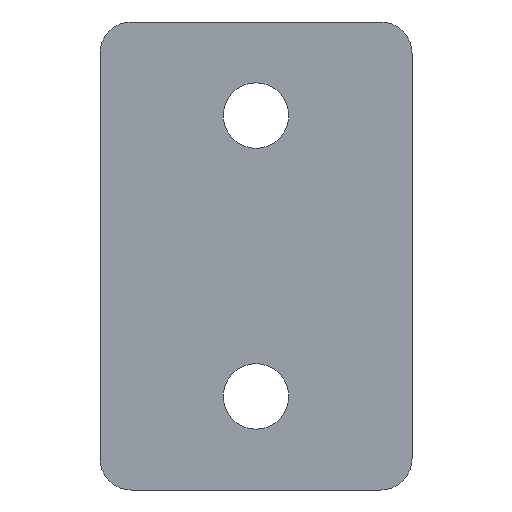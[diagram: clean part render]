
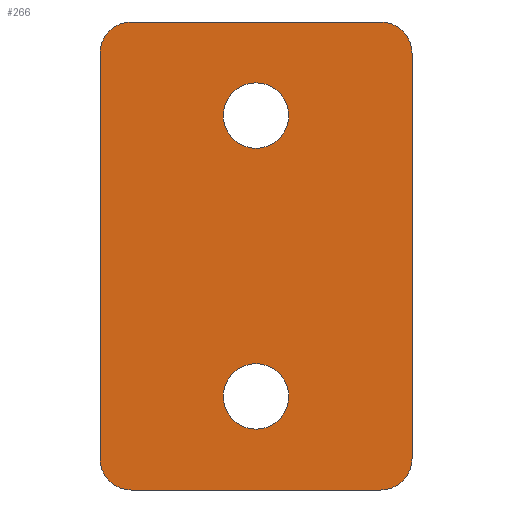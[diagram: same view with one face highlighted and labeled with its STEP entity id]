
A CAD part, front view. The second image highlights one B-rep face of the part: STEP entity #266.
In plain terms, the highlighted planar face has unit normal (0, -1, 0).
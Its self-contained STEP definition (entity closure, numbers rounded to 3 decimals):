
#15=FACE_BOUND('',#42,.T.);
#16=FACE_BOUND('',#43,.T.);
#19=PLANE('',#302);
#27=FACE_OUTER_BOUND('',#41,.T.);
#41=EDGE_LOOP('',(#186,#187,#188,#189,#190,#191,#192,#193));
#42=EDGE_LOOP('',(#194));
#43=EDGE_LOOP('',(#195));
#60=LINE('',#425,#82);
#61=LINE('',#429,#83);
#62=LINE('',#433,#84);
#63=LINE('',#436,#85);
#82=VECTOR('',#341,10.);
#83=VECTOR('',#344,10.);
#84=VECTOR('',#347,10.);
#85=VECTOR('',#350,10.);
#103=CIRCLE('',#301,2.);
#104=CIRCLE('',#303,2.);
#105=CIRCLE('',#304,2.);
#106=CIRCLE('',#305,2.);
#107=CIRCLE('',#306,2.1);
#108=CIRCLE('',#307,2.1);
#120=VERTEX_POINT('',#418);
#121=VERTEX_POINT('',#420);
#122=VERTEX_POINT('',#424);
#123=VERTEX_POINT('',#426);
#124=VERTEX_POINT('',#428);
#125=VERTEX_POINT('',#430);
#126=VERTEX_POINT('',#432);
#127=VERTEX_POINT('',#434);
#128=VERTEX_POINT('',#437);
#129=VERTEX_POINT('',#439);
#146=EDGE_CURVE('',#120,#121,#103,.T.);
#148=EDGE_CURVE('',#122,#120,#60,.T.);
#149=EDGE_CURVE('',#123,#122,#104,.T.);
#150=EDGE_CURVE('',#124,#123,#61,.T.);
#151=EDGE_CURVE('',#125,#124,#105,.T.);
#152=EDGE_CURVE('',#126,#125,#62,.T.);
#153=EDGE_CURVE('',#127,#126,#106,.T.);
#154=EDGE_CURVE('',#121,#127,#63,.T.);
#155=EDGE_CURVE('',#128,#128,#107,.T.);
#156=EDGE_CURVE('',#129,#129,#108,.T.);
#186=ORIENTED_EDGE('',*,*,#146,.F.);
#187=ORIENTED_EDGE('',*,*,#148,.F.);
#188=ORIENTED_EDGE('',*,*,#149,.F.);
#189=ORIENTED_EDGE('',*,*,#150,.F.);
#190=ORIENTED_EDGE('',*,*,#151,.F.);
#191=ORIENTED_EDGE('',*,*,#152,.F.);
#192=ORIENTED_EDGE('',*,*,#153,.F.);
#193=ORIENTED_EDGE('',*,*,#154,.F.);
#194=ORIENTED_EDGE('',*,*,#155,.T.);
#195=ORIENTED_EDGE('',*,*,#156,.T.);
#266=ADVANCED_FACE('',(#27,#15,#16),#19,.F.);
#301=AXIS2_PLACEMENT_3D('',#421,#336,#337);
#302=AXIS2_PLACEMENT_3D('',#423,#339,#340);
#303=AXIS2_PLACEMENT_3D('',#427,#342,#343);
#304=AXIS2_PLACEMENT_3D('',#431,#345,#346);
#305=AXIS2_PLACEMENT_3D('',#435,#348,#349);
#306=AXIS2_PLACEMENT_3D('',#438,#351,#352);
#307=AXIS2_PLACEMENT_3D('',#440,#353,#354);
#336=DIRECTION('center_axis',(0.,1.,0.));
#337=DIRECTION('ref_axis',(-0.707,0.,0.707));
#339=DIRECTION('center_axis',(0.,1.,0.));
#340=DIRECTION('ref_axis',(0.,0.,1.));
#341=DIRECTION('',(0.,0.,1.));
#342=DIRECTION('center_axis',(0.,1.,0.));
#343=DIRECTION('ref_axis',(-0.707,0.,-0.707));
#344=DIRECTION('',(-1.,0.,0.));
#345=DIRECTION('center_axis',(0.,1.,0.));
#346=DIRECTION('ref_axis',(0.707,0.,-0.707));
#347=DIRECTION('',(0.,0.,-1.));
#348=DIRECTION('center_axis',(0.,1.,0.));
#349=DIRECTION('ref_axis',(0.707,0.,0.707));
#350=DIRECTION('',(1.,0.,0.));
#351=DIRECTION('center_axis',(0.,1.,0.));
#352=DIRECTION('ref_axis',(1.,0.,0.));
#353=DIRECTION('center_axis',(0.,1.,0.));
#354=DIRECTION('ref_axis',(1.,0.,0.));
#418=CARTESIAN_POINT('',(-10.,0.,13.));
#420=CARTESIAN_POINT('',(-8.,0.,15.));
#421=CARTESIAN_POINT('Origin',(-8.,0.,13.));
#423=CARTESIAN_POINT('Origin',(0.,0.,0.));
#424=CARTESIAN_POINT('',(-10.,0.,-13.));
#425=CARTESIAN_POINT('',(-10.,0.,-15.));
#426=CARTESIAN_POINT('',(-8.,0.,-15.));
#427=CARTESIAN_POINT('Origin',(-8.,0.,-13.));
#428=CARTESIAN_POINT('',(8.,0.,-15.));
#429=CARTESIAN_POINT('',(10.,0.,-15.));
#430=CARTESIAN_POINT('',(10.,0.,-13.));
#431=CARTESIAN_POINT('Origin',(8.,0.,-13.));
#432=CARTESIAN_POINT('',(10.,0.,13.));
#433=CARTESIAN_POINT('',(10.,0.,15.));
#434=CARTESIAN_POINT('',(8.,0.,15.));
#435=CARTESIAN_POINT('Origin',(8.,0.,13.));
#436=CARTESIAN_POINT('',(-10.,0.,15.));
#437=CARTESIAN_POINT('',(-2.1,0.,-9.));
#438=CARTESIAN_POINT('Origin',(0.,0.,-9.));
#439=CARTESIAN_POINT('',(-2.1,0.,9.));
#440=CARTESIAN_POINT('Origin',(0.,0.,9.));
